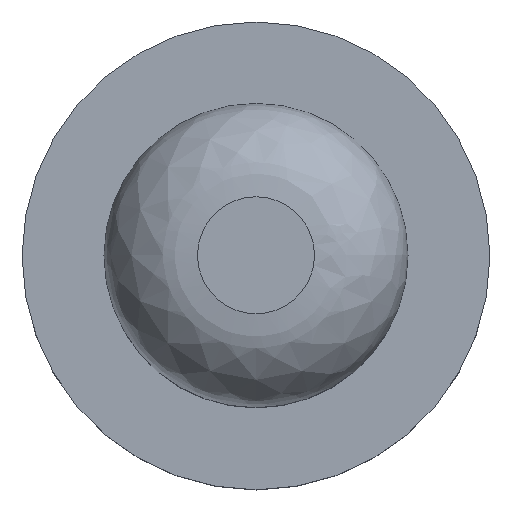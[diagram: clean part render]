
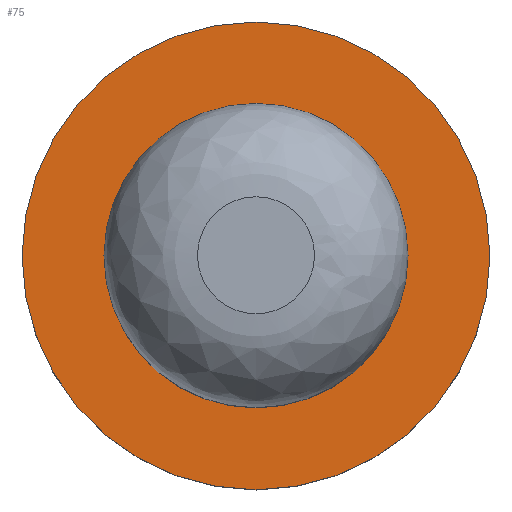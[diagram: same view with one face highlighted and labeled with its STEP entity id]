
A CAD part, top view. The second image highlights one B-rep face of the part: STEP entity #75.
In plain terms, the highlighted planar face has unit normal (0, 0, 1).
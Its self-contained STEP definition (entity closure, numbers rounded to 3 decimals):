
#16=FACE_BOUND('',#28,.T.);
#17=PLANE('',#97);
#21=FACE_OUTER_BOUND('',#27,.T.);
#27=EDGE_LOOP('',(#60));
#28=EDGE_LOOP('',(#61));
#37=CIRCLE('',#95,3.25);
#39=CIRCLE('',#98,5.);
#43=VERTEX_POINT('',#133);
#45=VERTEX_POINT('',#139);
#48=EDGE_CURVE('',#43,#43,#37,.T.);
#51=EDGE_CURVE('',#45,#45,#39,.T.);
#60=ORIENTED_EDGE('',*,*,#51,.F.);
#61=ORIENTED_EDGE('',*,*,#48,.T.);
#75=ADVANCED_FACE('',(#21,#16),#17,.T.);
#95=AXIS2_PLACEMENT_3D('',#134,#109,#110);
#97=AXIS2_PLACEMENT_3D('',#138,#114,#115);
#98=AXIS2_PLACEMENT_3D('',#140,#116,#117);
#109=DIRECTION('center_axis',(0.,0.,-1.));
#110=DIRECTION('ref_axis',(1.,0.,0.));
#114=DIRECTION('center_axis',(0.,0.,1.));
#115=DIRECTION('ref_axis',(1.,0.,0.));
#116=DIRECTION('center_axis',(0.,0.,-1.));
#117=DIRECTION('ref_axis',(1.,0.,0.));
#133=CARTESIAN_POINT('',(3.25,0.,2.25));
#134=CARTESIAN_POINT('Origin',(0.,0.,2.25));
#138=CARTESIAN_POINT('Origin',(-5.,0.,2.25));
#139=CARTESIAN_POINT('',(5.,0.,2.25));
#140=CARTESIAN_POINT('Origin',(0.,0.,2.25));
